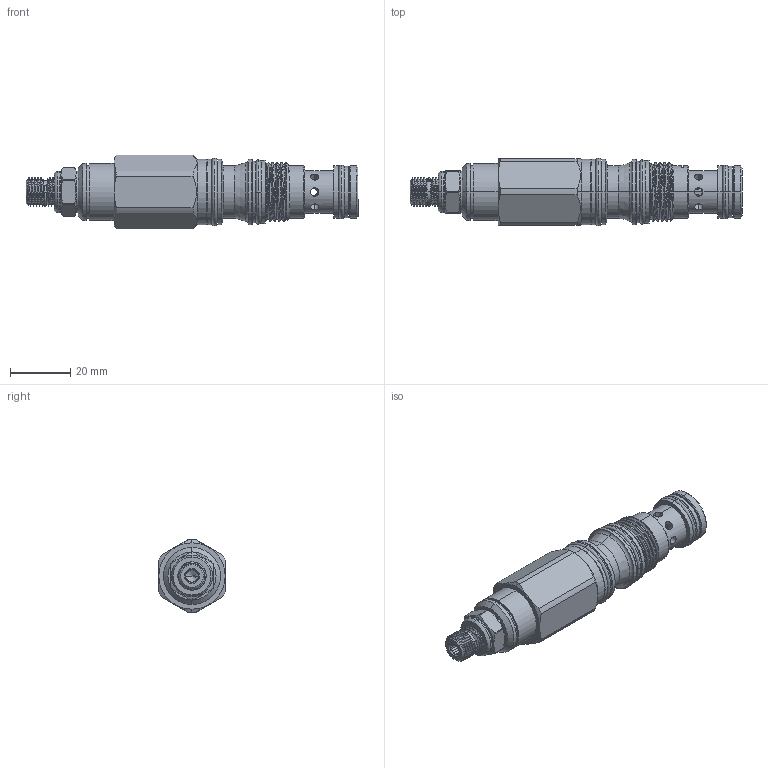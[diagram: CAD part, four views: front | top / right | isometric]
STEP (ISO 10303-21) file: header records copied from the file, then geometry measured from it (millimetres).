
FILE_DESCRIPTION (( 'STEP AP203' ), '1' );
FILE_NAME ('PD11A3J-L.STEP', '2020-03-23T02:33:17', ( '' ), ( '' ), 'SwSTEP 2.0', 'SolidWorks 2018', '' );
FILE_SCHEMA (( 'CONFIG_CONTROL_DESIGN' ));
Length unit declared in the file: millimetre
Products named in the file (1): PD11A3J-L
Bounding box: 110.66 x 22.56 x 24.6 mm (x, y, z)
Volume: 27428.1 mm3; surface area: 16278.1 mm2
Topology: 11 solids, 11 shells, 528 faces, 1239 edges, 761 vertices
Faces by surface type: cylinder 274, plane 109, cone 83, torus 53, bspline 9
Entity records: 24868 total; most frequent: CARTESIAN_POINT 12789, DIRECTION 2549, ORIENTED_EDGE 2462, EDGE_CURVE 1231, AXIS2_PLACEMENT_3D 1074, VERTEX_POINT 761, EDGE_LOOP 640, CIRCLE 554
